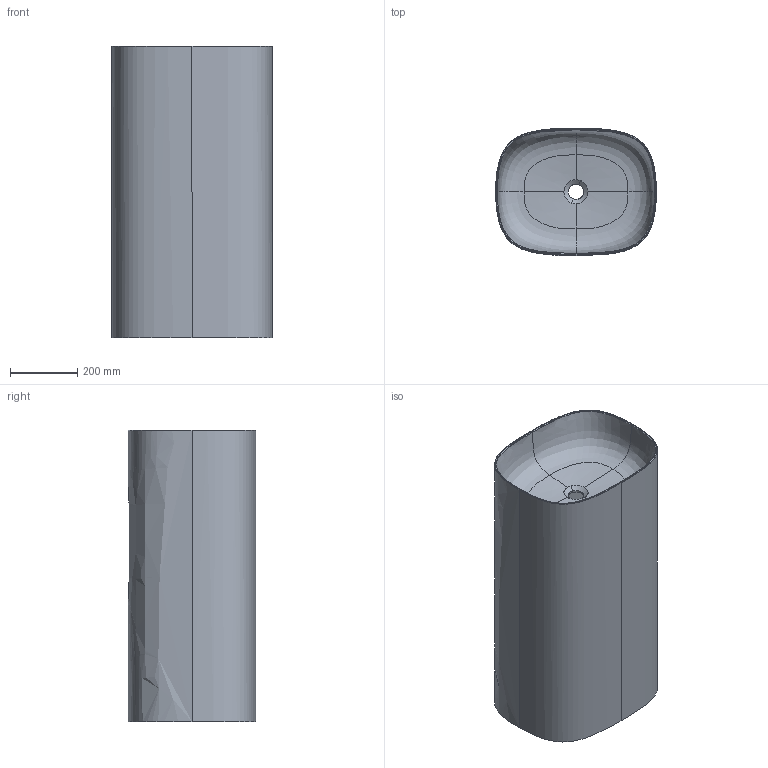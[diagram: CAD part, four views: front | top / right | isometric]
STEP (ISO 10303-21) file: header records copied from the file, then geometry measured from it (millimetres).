
FILE_DESCRIPTION(/* description */ (''),/* implementation_level */ '2;1');
FILE_NAME(/* name */ 'CLAP 48x38',/* time_stamp */ '2023-03-23T12:19:18+01:00',/* author */ (''),/* organization */ (''),/* preprocessor_version */ 'ST-DEVELOPER v16.5',/* originating_system */ 'Rhino 7.28',/* authorisation */ '');
FILE_SCHEMA (('CONFIG_CONTROL_DESIGN'));
Length unit declared in the file: millimetre
Products named in the file (1): Document
Bounding box: 480 x 380 x 870 mm (x, y, z)
Volume: 19341842.1 mm3; surface area: 2650823.8 mm2
Topology: 3 solids, 3 shells, 125 faces, 294 edges, 160 vertices
Faces by surface type: bspline 62, cylinder 37, plane 26
Entity records: 11594 total; most frequent: CARTESIAN_POINT 9698, ORIENTED_EDGE 556, EDGE_CURVE 278, B_SPLINE_CURVE_WITH_KNOTS 200, VERTEX_POINT 160, EDGE_LOOP 134, ADVANCED_FACE 125, FACE_OUTER_BOUND 125
